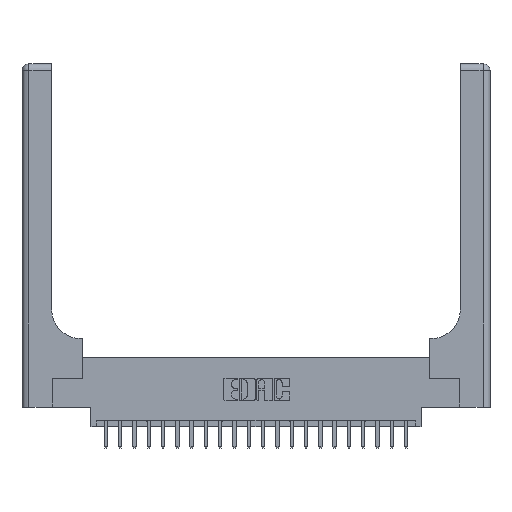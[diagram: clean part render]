
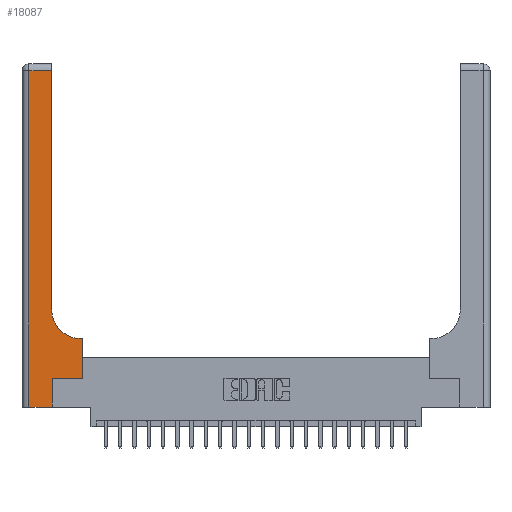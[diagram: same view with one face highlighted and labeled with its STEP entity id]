
A CAD part, top view. The second image highlights one B-rep face of the part: STEP entity #18087.
In plain terms, the highlighted planar face has unit normal (0, 0, 1).
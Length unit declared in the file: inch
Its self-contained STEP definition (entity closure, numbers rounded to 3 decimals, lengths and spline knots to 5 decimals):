
#550 = CARTESIAN_POINT ( 'NONE',  ( 0.265, 0., 0.37 ) ) ;
#623 = VECTOR ( 'NONE', #11264, 39.37008 ) ;
#672 = ORIENTED_EDGE ( 'NONE', *, *, #15764, .T. ) ;
#746 = CIRCLE ( 'NONE', #6501, 0.25 ) ;
#849 = CARTESIAN_POINT ( 'NONE',  ( 0.528, 0.25, 0.37 ) ) ;
#1146 = LINE ( 'NONE', #3728, #19332 ) ;
#1231 = VERTEX_POINT ( 'NONE', #13124 ) ;
#1673 = CARTESIAN_POINT ( 'NONE',  ( 0., 3., 0.37 ) ) ;
#1889 = VERTEX_POINT ( 'NONE', #17429 ) ;
#2694 = ORIENTED_EDGE ( 'NONE', *, *, #8783, .T. ) ;
#3388 = ORIENTED_EDGE ( 'NONE', *, *, #12772, .T. ) ;
#3405 = EDGE_CURVE ( 'NONE', #18318, #1231, #11987, .T. ) ;
#3448 = DIRECTION ( 'NONE',  ( 0., 0., -1. ) ) ;
#3728 = CARTESIAN_POINT ( 'NONE',  ( 0.06, 3., 0.37 ) ) ;
#4043 = VERTEX_POINT ( 'NONE', #550 ) ;
#4087 = EDGE_CURVE ( 'NONE', #18411, #18318, #5052, .T. ) ;
#4434 = FACE_OUTER_BOUND ( 'NONE', #5208, .T. ) ;
#4498 = VECTOR ( 'NONE', #22342, 39.37008 ) ;
#4501 = VERTEX_POINT ( 'NONE', #9612 ) ;
#4766 = LINE ( 'NONE', #20162, #14164 ) ;
#5052 = LINE ( 'NONE', #17404, #4498 ) ;
#5208 = EDGE_LOOP ( 'NONE', ( #11275, #672, #2694, #3388, #5752, #6538, #6835, #7920, #8859 ) ) ;
#5752 = ORIENTED_EDGE ( 'NONE', *, *, #21091, .T. ) ;
#6048 = CARTESIAN_POINT ( 'NONE',  ( 0.26, 0.6, 0.37 ) ) ;
#6501 = AXIS2_PLACEMENT_3D ( 'NONE', #8235, #20398, #10000 ) ;
#6538 = ORIENTED_EDGE ( 'NONE', *, *, #8314, .T. ) ;
#6626 = DIRECTION ( 'NONE',  ( -1., 0., 0. ) ) ;
#6835 = ORIENTED_EDGE ( 'NONE', *, *, #4087, .T. ) ;
#7920 = ORIENTED_EDGE ( 'NONE', *, *, #3405, .T. ) ;
#7971 = DIRECTION ( 'NONE',  ( 0., 1., 0. ) ) ;
#8235 = CARTESIAN_POINT ( 'NONE',  ( 0.51, 0.85, 0.37 ) ) ;
#8314 = EDGE_CURVE ( 'NONE', #4501, #18411, #19871, .T. ) ;
#8451 = CARTESIAN_POINT ( 'NONE',  ( 0., 0., 0.37 ) ) ;
#8540 = VERTEX_POINT ( 'NONE', #17242 ) ;
#8783 = EDGE_CURVE ( 'NONE', #10957, #8540, #1146, .T. ) ;
#8859 = ORIENTED_EDGE ( 'NONE', *, *, #18525, .T. ) ;
#9315 = VECTOR ( 'NONE', #10227, 39.37008 ) ;
#9612 = CARTESIAN_POINT ( 'NONE',  ( 0.265, 0.25, 0.37 ) ) ;
#9781 = LINE ( 'NONE', #10579, #18575 ) ;
#9864 = LINE ( 'NONE', #8451, #9315 ) ;
#10000 = DIRECTION ( 'NONE',  ( 1., 0., 0. ) ) ;
#10016 = VECTOR ( 'NONE', #10978, 39.37008 ) ;
#10227 = DIRECTION ( 'NONE',  ( 1., 0., 0. ) ) ;
#10579 = CARTESIAN_POINT ( 'NONE',  ( 0.265, 0., 0.37 ) ) ;
#10769 = DIRECTION ( 'NONE',  ( 0., -1., 0. ) ) ;
#10957 = VERTEX_POINT ( 'NONE', #16608 ) ;
#10978 = DIRECTION ( 'NONE',  ( -1., 0., 0. ) ) ;
#11182 = CARTESIAN_POINT ( 'NONE',  ( 0.265, 0.25, 0.37 ) ) ;
#11264 = DIRECTION ( 'NONE',  ( 1., 0., 0. ) ) ;
#11275 = ORIENTED_EDGE ( 'NONE', *, *, #22210, .T. ) ;
#11682 = AXIS2_PLACEMENT_3D ( 'NONE', #1673, #3448, #15824 ) ;
#11987 = LINE ( 'NONE', #6048, #20600 ) ;
#12300 = PLANE ( 'NONE',  #11682 ) ;
#12772 = EDGE_CURVE ( 'NONE', #8540, #4043, #9864, .T. ) ;
#13124 = CARTESIAN_POINT ( 'NONE',  ( 0.51, 0.6, 0.37 ) ) ;
#14164 = VECTOR ( 'NONE', #7971, 39.37008 ) ;
#14483 = CARTESIAN_POINT ( 'NONE',  ( 0., 2.94, 0.37 ) ) ;
#14779 = LINE ( 'NONE', #14483, #10016 ) ;
#14862 = CARTESIAN_POINT ( 'NONE',  ( 0.528, 0.6, 0.37 ) ) ;
#14975 = VERTEX_POINT ( 'NONE', #16642 ) ;
#15764 = EDGE_CURVE ( 'NONE', #1889, #10957, #14779, .T. ) ;
#15824 = DIRECTION ( 'NONE',  ( -1., 0., 0. ) ) ;
#16608 = CARTESIAN_POINT ( 'NONE',  ( 0.06, 2.94, 0.37 ) ) ;
#16642 = CARTESIAN_POINT ( 'NONE',  ( 0.26, 0.85, 0.37 ) ) ;
#17242 = CARTESIAN_POINT ( 'NONE',  ( 0.06, 0., 0.37 ) ) ;
#17404 = CARTESIAN_POINT ( 'NONE',  ( 0.528, 0.25, 0.37 ) ) ;
#17429 = CARTESIAN_POINT ( 'NONE',  ( 0.26, 2.94, 0.37 ) ) ;
#17658 = DIRECTION ( 'NONE',  ( 0., 1., 0. ) ) ;
#18087 = ADVANCED_FACE ( 'NONE', ( #4434 ), #12300, .F. ) ;
#18318 = VERTEX_POINT ( 'NONE', #14862 ) ;
#18411 = VERTEX_POINT ( 'NONE', #849 ) ;
#18525 = EDGE_CURVE ( 'NONE', #1231, #14975, #746, .T. ) ;
#18575 = VECTOR ( 'NONE', #17658, 39.37008 ) ;
#19332 = VECTOR ( 'NONE', #10769, 39.37008 ) ;
#19871 = LINE ( 'NONE', #11182, #623 ) ;
#20162 = CARTESIAN_POINT ( 'NONE',  ( 0.26, 3., 0.37 ) ) ;
#20398 = DIRECTION ( 'NONE',  ( 0., 0., -1. ) ) ;
#20600 = VECTOR ( 'NONE', #6626, 39.37008 ) ;
#21091 = EDGE_CURVE ( 'NONE', #4043, #4501, #9781, .T. ) ;
#22210 = EDGE_CURVE ( 'NONE', #14975, #1889, #4766, .T. ) ;
#22342 = DIRECTION ( 'NONE',  ( 0., 1., 0. ) ) ;
